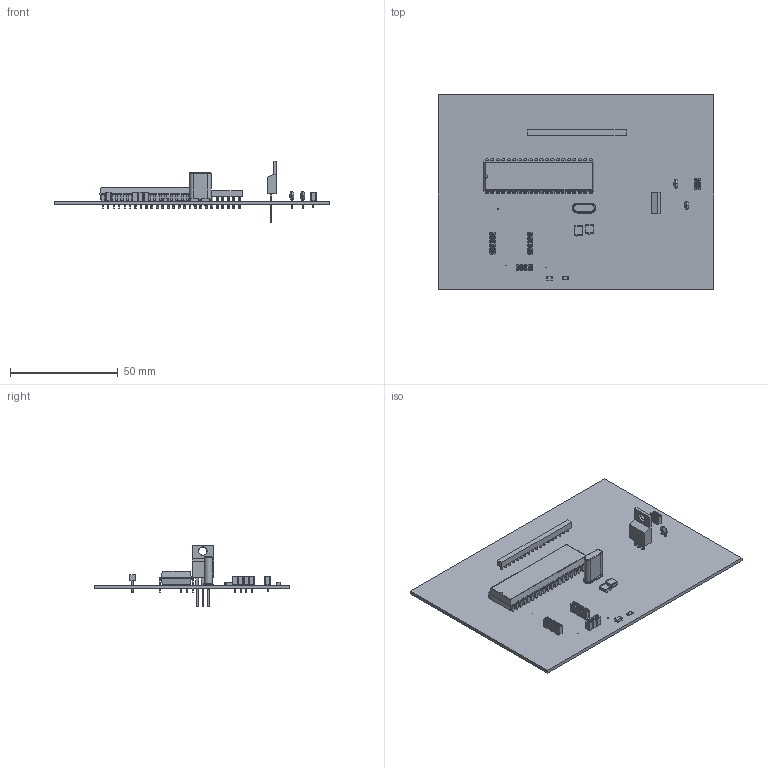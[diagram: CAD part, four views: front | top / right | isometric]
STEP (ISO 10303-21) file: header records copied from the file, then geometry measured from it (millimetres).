
FILE_DESCRIPTION(('PCB Model'),'2;1');
FILE_NAME('mini Project proteus.STEP' ,'2023-05-10T03:56:30',('hp'),('Unspecified'), 'Open CASCADE STEP processor 6.8','Proteus','Unknown');
FILE_SCHEMA(('CONFIG_CONTROL_DESIGN','SHAPE_APPEARANCE_LAYER_MIM'));
Length unit declared in the file: millimetre
Products named in the file (65): Open CASCADE STEP translator 6.8 2; Layer_1; LCD1; Open CASCADE STEP translator 6.8 2.2.1; Body_1; Pin_1; Pin_2; Pin_3; Pin_4; Pin_5; Pin_6; Pin_7; Pin_8; Pin_9; Pin_10; Pin_11; Pin_12; Pin_13; Pin_14; Pin_15; Pin_16; Pin_17; Pin_18; IR1; Open CASCADE STEP translator 6.8 2.3.1; C4; Open CASCADE STEP translator 6.8 2.4.1; C1; Open CASCADE STEP translator 6.8 2.5.1; C2; SONAR1; Open CASCADE STEP translator 6.8 2.7.1; U2; Open CASCADE STEP translator 6.8 2.8.1; B1; Open CASCADE STEP translator 6.8 2.9.1; C6; U1; Open CASCADE STEP translator 6.8 2.11.1; SONAR2 ...
Assembly tree (67 placements, depth 4):
  Open CASCADE STEP translator 6.8 2
    Layer_1
    LCD1
      Open CASCADE STEP translator 6.8 2.2.1
        Body_1
        Pin_1
        Pin_2
        Pin_3
        Pin_4
        Pin_5
        Pin_6
        Pin_7
        Pin_8
        Pin_9
        Pin_10
        Pin_11
        Pin_12
        Pin_13
        Pin_14
        Pin_15
        Pin_16
        Pin_17
        Pin_18
    IR1
      Open CASCADE STEP translator 6.8 2.3.1
        Body_1
    C4
      Open CASCADE STEP translator 6.8 2.4.1
        Body_1
        Pin_1
        Pin_2
    C1
      Open CASCADE STEP translator 6.8 2.5.1
        Body_1
        Pin_1
        Pin_2
    C2
      Open CASCADE STEP translator 6.8 2.5.1
        Body_1
        Pin_1
        Pin_2
    SONAR1
      Open CASCADE STEP translator 6.8 2.7.1
        Body_1
    U2
      Open CASCADE STEP translator 6.8 2.8.1
        Body_1
    B1
      Open CASCADE STEP translator 6.8 2.9.1
        Body_1
    C6
      Open CASCADE STEP translator 6.8 2.4.1
        Body_1
        Pin_1
        Pin_2
    U1
      Open CASCADE STEP translator 6.8 2.11.1
        Body_1
    SONAR2
      Open CASCADE STEP translator 6.8 2.12.1
Bounding box: 127.5 x 90 x 28.62 mm (x, y, z)
Volume: 24468.2 mm3; surface area: 29814.5 mm2
Topology: 45 solids, 45 shells, 1801 faces, 4668 edges, 2886 vertices
Faces by surface type: plane 933, cylinder 445, cone 260, sphere 101, torus 46, bspline 16
Entity records: 63336 total; most frequent: CARTESIAN_POINT 10525, DIRECTION 8133, ORIENTED_EDGE 8056, EDGE_CURVE 4028, AXIS2_PLACEMENT_3D 2757, LINE 2619, VECTOR 2619, VERTEX_POINT 2592
